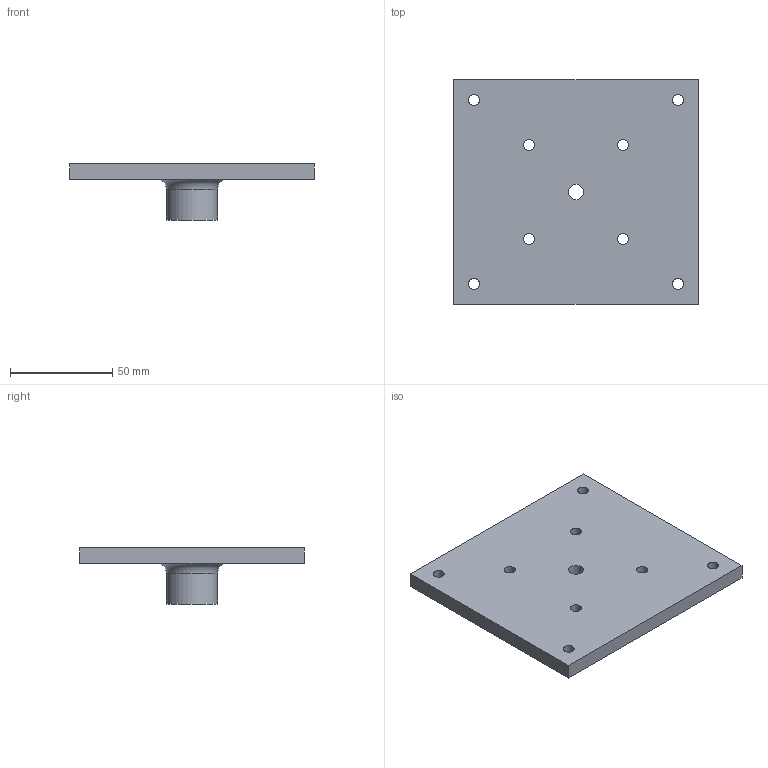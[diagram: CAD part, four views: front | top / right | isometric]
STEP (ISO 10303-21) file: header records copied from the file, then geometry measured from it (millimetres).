
FILE_DESCRIPTION(/* description */ ('Unknown'),/* implementation_level */ '2;1');
FILE_NAME(/* name */ 'Adapter_3',/* time_stamp */ '2023-02-26T22:08:28-05:00',/* author */ ('Unknown'),/* organization */ ('Unknown'),/* preprocessor_version */ 'ST-DEVELOPER v18.1',/* originating_system */ 'Solid Edge',/* authorisation */ 'Unknown');
FILE_SCHEMA (('AUTOMOTIVE_DESIGN {1 0 10303 214 3 1 1}'));
Length unit declared in the file: millimetre
Products named in the file (1): Adapter_3
Bounding box: 120 x 110 x 27.5 mm (x, y, z)
Volume: 105948.9 mm3; surface area: 32636.6 mm2
Topology: 1 solids, 1 shells, 20 faces, 52 edges, 36 vertices
Faces by surface type: cylinder 11, plane 8, torus 1
Full cylindrical faces by diameter (mm): 5.5 x8, 7.5 x1, 10 x1, 25 x1
Entity records: 592 total; most frequent: DIRECTION 100, CARTESIAN_POINT 87, ORIENTED_EDGE 70, EDGE_LOOP 52, FACE_BOUND 52, AXIS2_PLACEMENT_3D 44, EDGE_CURVE 35, VERTEX_POINT 31
